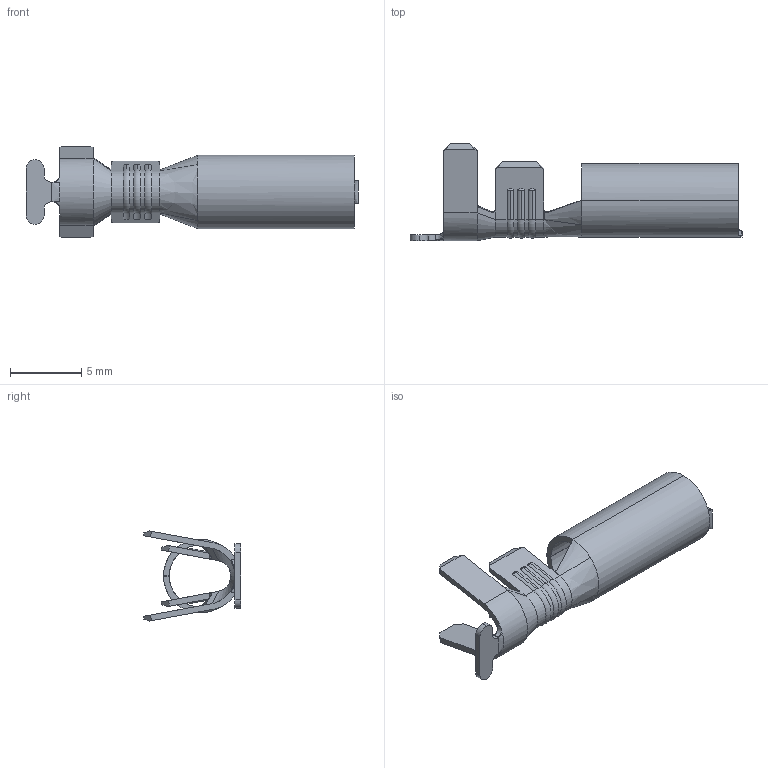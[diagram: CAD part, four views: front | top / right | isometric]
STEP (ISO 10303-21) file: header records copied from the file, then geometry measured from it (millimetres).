
FILE_DESCRIPTION (( 'STEP AP203' ), '1' );
FILE_NAME ('09407.STEP', '2015-02-05T14:17:54', ( '' ), ( '' ), 'SwSTEP 2.0', 'SolidWorks 2014', '' );
FILE_SCHEMA (( 'CONFIG_CONTROL_DESIGN' ));
Length unit declared in the file: inch
Products named in the file (1): 09407
Bounding box: 23.37 x 6.86 x 6.35 mm (x, y, z)
Volume: 110.1 mm3; surface area: 597.4 mm2
Topology: 1 solids, 1 shells, 152 faces, 384 edges, 234 vertices
Faces by surface type: plane 68, bspline 36, cylinder 33, torus 9, cone 6
Entity records: 5344 total; most frequent: CARTESIAN_POINT 1862, ORIENTED_EDGE 768, DIRECTION 616, EDGE_CURVE 384, VERTEX_POINT 234, VECTOR 234, LINE 234, AXIS2_PLACEMENT_3D 191
